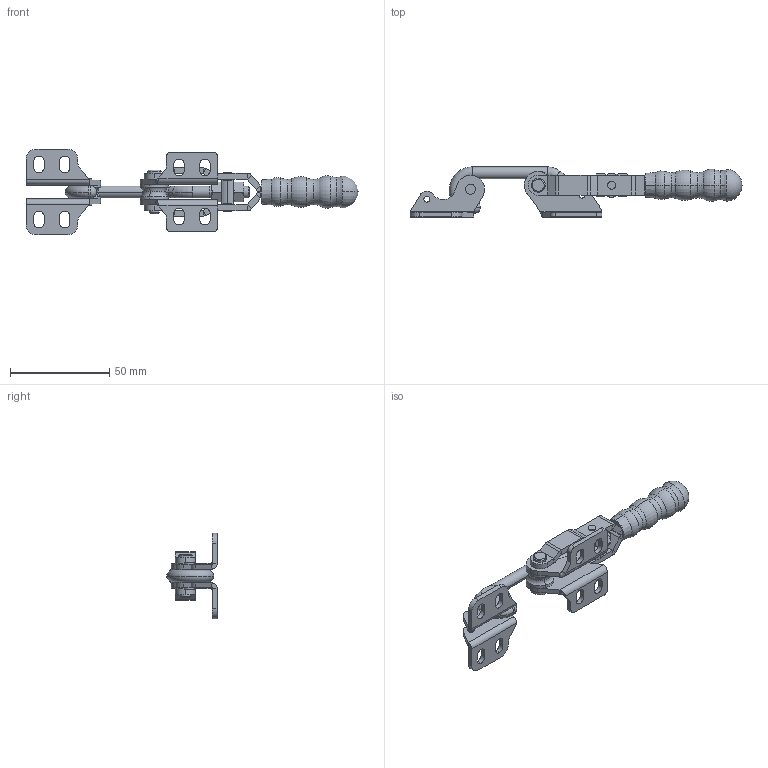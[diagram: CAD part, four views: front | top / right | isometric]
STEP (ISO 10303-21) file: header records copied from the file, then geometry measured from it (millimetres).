
FILE_DESCRIPTION (( 'STEP AP214' ), '1' );
FILE_NAME ('GH-40200-SS(Â²¤Æ).STEP', '2020-07-09T03:36:23', ( 'LinWei' ), ( '' ), 'SwSTEP 2.0', 'SolidWorks 2016', '' );
FILE_SCHEMA (( 'AUTOMOTIVE_DESIGN' ));
Length unit declared in the file: millimetre
Products named in the file (6): 440200-h-1^GH-40200(簡化); Group5^GH-40200(簡化); Group3^GH-40200(簡化); Group2^GH-40200(簡化); Group1^GH-40200(簡化); GH-40200-SS(簡化)
Assembly tree (5 placements, depth 2):
  GH-40200-SS(簡化)
    Group1^GH-40200(簡化)
    Group2^GH-40200(簡化)
    Group3^GH-40200(簡化)
    Group5^GH-40200(簡化)
    440200-h-1^GH-40200(簡化)
Bounding box: 167 x 25.25 x 43 mm (x, y, z)
Volume: 25108.2 mm3; surface area: 17950.1 mm2
Topology: 6 solids, 7 shells, 421 faces, 961 edges, 565 vertices
Faces by surface type: plane 184, cylinder 153, cone 40, torus 32, bspline 8, sphere 4
Entity records: 13093 total; most frequent: CARTESIAN_POINT 2509, DIRECTION 2136, ORIENTED_EDGE 1918, EDGE_CURVE 959, AXIS2_PLACEMENT_3D 820, VERTEX_POINT 565, LINE 496, VECTOR 496
